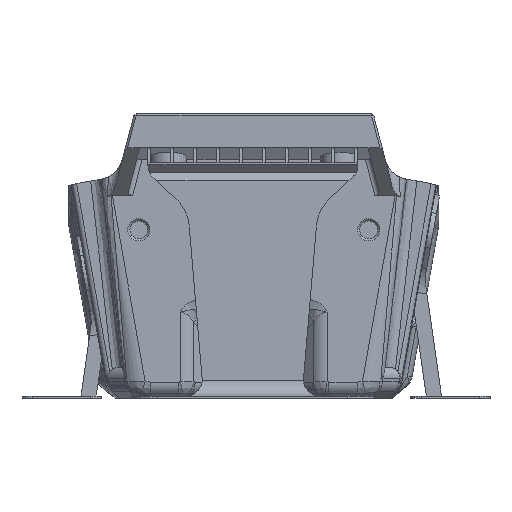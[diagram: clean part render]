
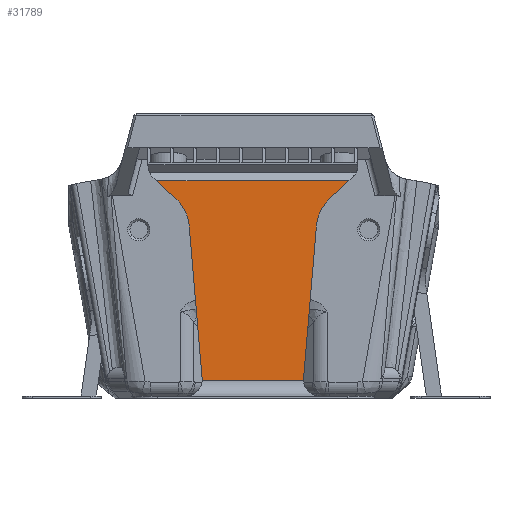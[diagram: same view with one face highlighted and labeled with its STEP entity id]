
A CAD part, front view. The second image highlights one B-rep face of the part: STEP entity #31789.
In plain terms, the highlighted planar face has unit normal (0, -1, 0).
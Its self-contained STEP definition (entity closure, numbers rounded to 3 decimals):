
#1577=PLANE('',#34459);
#4319=LINE('',#61133,#7012);
#4321=LINE('',#61140,#7014);
#4322=LINE('',#61145,#7015);
#4323=LINE('',#61147,#7016);
#4324=LINE('',#61149,#7017);
#4325=LINE('',#61153,#7018);
#7012=VECTOR('',#41665,1000.);
#7014=VECTOR('',#41671,1000.);
#7015=VECTOR('',#41676,1000.);
#7016=VECTOR('',#41677,1000.);
#7017=VECTOR('',#41678,1000.);
#7018=VECTOR('',#41681,1000.);
#8268=CIRCLE('',#34460,3.);
#8269=CIRCLE('',#34461,3.);
#8270=CIRCLE('',#34462,8.);
#8271=CIRCLE('',#34463,8.);
#16447=ORIENTED_EDGE('',*,*,#21855,.T.);
#16448=ORIENTED_EDGE('',*,*,#21856,.T.);
#16449=ORIENTED_EDGE('',*,*,#21857,.T.);
#16450=ORIENTED_EDGE('',*,*,#21853,.F.);
#16451=ORIENTED_EDGE('',*,*,#21858,.T.);
#16452=ORIENTED_EDGE('',*,*,#21859,.T.);
#16453=ORIENTED_EDGE('',*,*,#21860,.F.);
#16454=ORIENTED_EDGE('',*,*,#21861,.F.);
#16455=ORIENTED_EDGE('',*,*,#21862,.T.);
#16456=ORIENTED_EDGE('',*,*,#21863,.T.);
#21853=EDGE_CURVE('',#25110,#25111,#4319,.T.);
#21855=EDGE_CURVE('',#25112,#25113,#8268,.T.);
#21856=EDGE_CURVE('',#25113,#25114,#4321,.F.);
#21857=EDGE_CURVE('',#25114,#25111,#8269,.T.);
#21858=EDGE_CURVE('',#25110,#25115,#8270,.T.);
#21859=EDGE_CURVE('',#25115,#25116,#4322,.T.);
#21860=EDGE_CURVE('',#25117,#25116,#4323,.T.);
#21861=EDGE_CURVE('',#25118,#25117,#4324,.T.);
#21862=EDGE_CURVE('',#25118,#25119,#8271,.T.);
#21863=EDGE_CURVE('',#25119,#25112,#4325,.T.);
#25110=VERTEX_POINT('',#61132);
#25111=VERTEX_POINT('',#61134);
#25112=VERTEX_POINT('',#61138);
#25113=VERTEX_POINT('',#61139);
#25114=VERTEX_POINT('',#61141);
#25115=VERTEX_POINT('',#61144);
#25116=VERTEX_POINT('',#61146);
#25117=VERTEX_POINT('',#61148);
#25118=VERTEX_POINT('',#61150);
#25119=VERTEX_POINT('',#61152);
#28021=EDGE_LOOP('',(#16447,#16448,#16449,#16450,#16451,#16452,#16453,#16454,
#16455,#16456));
#29924=FACE_BOUND('',#28021,.T.);
#31789=ADVANCED_FACE('',(#29924),#1577,.F.);
#34459=AXIS2_PLACEMENT_3D('',#61136,#41667,#41668);
#34460=AXIS2_PLACEMENT_3D('',#61137,#41669,#41670);
#34461=AXIS2_PLACEMENT_3D('',#61142,#41672,#41673);
#34462=AXIS2_PLACEMENT_3D('',#61143,#41674,#41675);
#34463=AXIS2_PLACEMENT_3D('',#61151,#41679,#41680);
#41665=DIRECTION('',(-0.084,0.,-0.996));
#41667=DIRECTION('',(0.,1.,0.));
#41668=DIRECTION('',(0.,0.,1.));
#41669=DIRECTION('',(0.,1.,0.));
#41670=DIRECTION('',(0.,0.,1.));
#41671=DIRECTION('',(-1.,0.,0.));
#41672=DIRECTION('',(0.,1.,0.));
#41673=DIRECTION('',(0.,0.,1.));
#41674=DIRECTION('',(0.,1.,0.));
#41675=DIRECTION('',(0.,0.,1.));
#41676=DIRECTION('',(0.731,0.,0.682));
#41677=DIRECTION('',(1.,0.,0.));
#41678=DIRECTION('',(-0.731,0.,0.682));
#41679=DIRECTION('',(0.,1.,0.));
#41680=DIRECTION('',(0.,0.,1.));
#41681=DIRECTION('',(0.084,0.,-0.996));
#61132=CARTESIAN_POINT('',(11.856,-32.314,32.579));
#61133=CARTESIAN_POINT('',(36.482,-32.314,324.724));
#61134=CARTESIAN_POINT('',(9.418,-32.314,3.652));
#61136=CARTESIAN_POINT('',(0.,-32.314,327.8));
#61137=CARTESIAN_POINT('',(-12.767,-32.314,3.4));
#61138=CARTESIAN_POINT('',(-9.777,-32.314,3.652));
#61139=CARTESIAN_POINT('',(-9.767,-32.314,3.4));
#61140=CARTESIAN_POINT('',(9.143,-32.314,3.4));
#61141=CARTESIAN_POINT('',(9.407,-32.314,3.4));
#61142=CARTESIAN_POINT('',(12.407,-32.314,3.4));
#61143=CARTESIAN_POINT('',(19.828,-32.314,31.907));
#61144=CARTESIAN_POINT('',(14.372,-32.314,37.757));
#61145=CARTESIAN_POINT('',(16.736,-32.314,39.963));
#61146=CARTESIAN_POINT('',(17.982,-32.314,41.124));
#61147=CARTESIAN_POINT('',(-65.369,-32.314,41.124));
#61148=CARTESIAN_POINT('',(-18.341,-32.314,41.124));
#61149=CARTESIAN_POINT('',(-17.096,-32.314,39.963));
#61150=CARTESIAN_POINT('',(-14.731,-32.314,37.757));
#61151=CARTESIAN_POINT('',(-20.187,-32.314,31.907));
#61152=CARTESIAN_POINT('',(-12.216,-32.314,32.579));
#61153=CARTESIAN_POINT('',(-36.839,-32.314,324.694));
